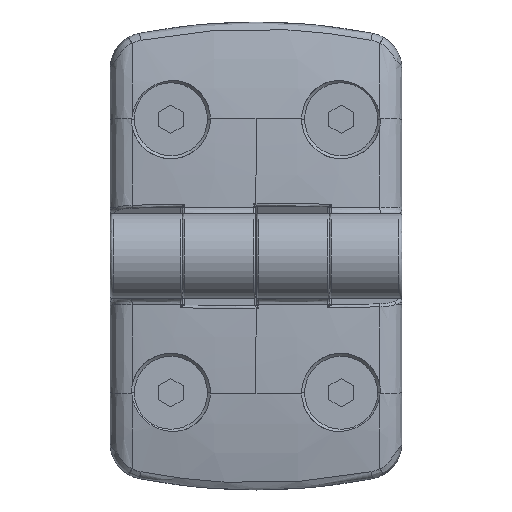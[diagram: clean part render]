
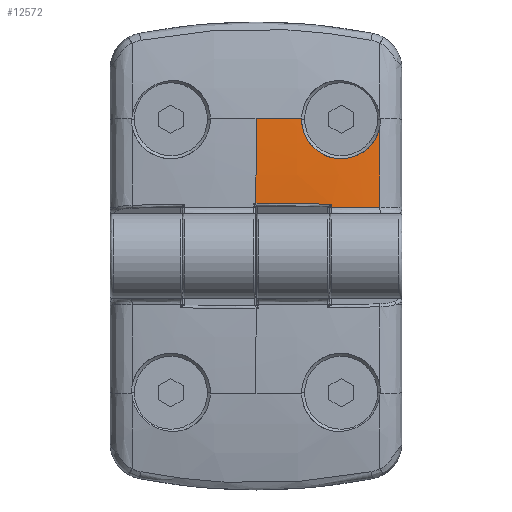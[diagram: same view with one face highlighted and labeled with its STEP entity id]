
A CAD part, left-side view. The second image highlights one B-rep face of the part: STEP entity #12572.
In plain terms, the highlighted toroidal (fillet/blend) face has major radius 42.1 mm and minor radius 250 mm.
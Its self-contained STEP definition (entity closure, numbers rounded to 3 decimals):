
#473 = ORIENTED_EDGE ( 'NONE', *, *, #9790, .T. ) ;
#505 = CARTESIAN_POINT ( 'NONE',  ( 10.831, 7.436, -16.821 ) ) ;
#559 = CARTESIAN_POINT ( 'NONE',  ( 8.497, 7.451, -19.034 ) ) ;
#604 = CARTESIAN_POINT ( 'NONE',  ( 13.727, 7.295, -16.003 ) ) ;
#656 = CARTESIAN_POINT ( 'NONE',  ( 20.208, 6.564, -20.533 ) ) ;
#836 = DIRECTION ( 'NONE',  ( 0., -1., 0. ) ) ;
#843 = VERTEX_POINT ( 'NONE', #10889 ) ;
#945 = ORIENTED_EDGE ( 'NONE', *, *, #8167, .F. ) ;
#1597 = CARTESIAN_POINT ( 'NONE',  ( 19.729, 6.666, -19.423 ) ) ;
#1625 = B_SPLINE_CURVE_WITH_KNOTS ( 'NONE', 3,
 ( #4155, #1853, #9836, #10945 ),
 .UNSPECIFIED., .F., .F.,
 ( 4, 4 ),
 ( 0., 0.969 ),
 .UNSPECIFIED. ) ;
#1642 = CARTESIAN_POINT ( 'NONE',  ( 13.526, 7.307, -16.014 ) ) ;
#1738 = CARTESIAN_POINT ( 'NONE',  ( 16.118, 7.111, -16.342 ) ) ;
#1794 = CARTESIAN_POINT ( 'NONE',  ( 8.61, 7.454, -18.862 ) ) ;
#1853 = CARTESIAN_POINT ( 'NONE',  ( 8.293, 7.772, -8.608 ) ) ;
#1873 = DIRECTION ( 'NONE',  ( 0., -1., 0. ) ) ;
#2070 = B_SPLINE_CURVE_WITH_KNOTS ( 'NONE', 3,
 ( #6078, #5121, #656, #5005, #7276, #1597, #9520, #9457, #7326, #2773, #12959, #6188, #10582, #2727, #1738, #14091, #4919, #9569, #12879, #604, #1642, #8516, #13982, #7233, #7179, #505, #2824, #11666, #8358, #3888, #10625, #12921, #8472, #1794, #559, #10676, #9670, #6138, #10527, #3841, #12825, #6027 ),
 .UNSPECIFIED., .F., .F.,
 ( 4, 2, 2, 2, 2, 2, 2, 2, 2, 2, 2, 2, 2, 2, 2, 2, 2, 2, 2, 2, 4 ),
 ( 0., 0.001, 0.002, 0.002, 0.004, 0.005, 0.006, 0.007, 0.008, 0.009, 0.01, 0.011, 0.012, 0.013, 0.013, 0.015, 0.015, 0.016, 0.017, 0.018, 0.019 ),
 .UNSPECIFIED. ) ;
#2244 = CARTESIAN_POINT ( 'NONE',  ( 12.418, 7.528, -7.997 ) ) ;
#2503 = AXIS2_PLACEMENT_3D ( 'NONE', #12183, #8774, #3120 ) ;
#2727 = CARTESIAN_POINT ( 'NONE',  ( 16.503, 7.075, -16.488 ) ) ;
#2773 = CARTESIAN_POINT ( 'NONE',  ( 18.521, 6.852, -17.813 ) ) ;
#2824 = CARTESIAN_POINT ( 'NONE',  ( 10.656, 7.441, -16.922 ) ) ;
#2847 = AXIS2_PLACEMENT_3D ( 'NONE', #6422, #14332, #836 ) ;
#3119 = B_SPLINE_CURVE_WITH_KNOTS ( 'NONE', 3,
 ( #2244, #3280, #11090, #12278 ),
 .UNSPECIFIED., .F., .F.,
 ( 4, 4 ),
 ( 0., 1. ),
 .UNSPECIFIED. ) ;
#3120 = DIRECTION ( 'NONE',  ( 1., 0., 0. ) ) ;
#3145 = AXIS2_PLACEMENT_3D ( 'NONE', #5198, #10724, #1873 ) ;
#3188 = VERTEX_POINT ( 'NONE', #6969 ) ;
#3280 = CARTESIAN_POINT ( 'NONE',  ( 12.418, 7.527, -8.177 ) ) ;
#3330 = CIRCLE ( 'NONE', #12202, 250. ) ;
#3841 = CARTESIAN_POINT ( 'NONE',  ( 7.516, 7.338, -21.887 ) ) ;
#3888 = CARTESIAN_POINT ( 'NONE',  ( 9.666, 7.461, -17.638 ) ) ;
#4066 = CARTESIAN_POINT ( 'NONE',  ( 20.392, 6.884, -12.443 ) ) ;
#4155 = CARTESIAN_POINT ( 'NONE',  ( 12.418, 7.526, -8.537 ) ) ;
#4294 = CARTESIAN_POINT ( 'NONE',  ( 0., 7.896, -8.644 ) ) ;
#4503 = VERTEX_POINT ( 'NONE', #13741 ) ;
#4653 = ORIENTED_EDGE ( 'NONE', *, *, #13355, .T. ) ;
#4736 = TOROIDAL_SURFACE ( 'NONE', #3145, -42.1, 250. ) ;
#4919 = CARTESIAN_POINT ( 'NONE',  ( 14.945, 7.209, -16.056 ) ) ;
#5005 = CARTESIAN_POINT ( 'NONE',  ( 19.991, 6.614, -19.97 ) ) ;
#5044 = CARTESIAN_POINT ( 'NONE',  ( 20.392, 6.753, -16.885 ) ) ;
#5121 = CARTESIAN_POINT ( 'NONE',  ( 20.318, 6.532, -20.921 ) ) ;
#5198 = CARTESIAN_POINT ( 'NONE',  ( 0., -200., -7.3 ) ) ;
#5419 = ORIENTED_EDGE ( 'NONE', *, *, #13437, .F. ) ;
#6019 = CARTESIAN_POINT ( 'NONE',  ( 0., -242.1, -7.3 ) ) ;
#6027 = CARTESIAN_POINT ( 'NONE',  ( 7.503, 7.289, -22.7 ) ) ;
#6078 = CARTESIAN_POINT ( 'NONE',  ( 20.392, 6.502, -21.323 ) ) ;
#6136 = FACE_OUTER_BOUND ( 'NONE', #7540, .T. ) ;
#6138 = CARTESIAN_POINT ( 'NONE',  ( 7.745, 7.397, -20.687 ) ) ;
#6188 = CARTESIAN_POINT ( 'NONE',  ( 17.57, 6.966, -17.053 ) ) ;
#6223 = EDGE_CURVE ( 'NONE', #3188, #11281, #3119, .T. ) ;
#6422 = CARTESIAN_POINT ( 'NONE',  ( 0., -200., -7.997 ) ) ;
#6969 = CARTESIAN_POINT ( 'NONE',  ( 12.418, 7.528, -7.997 ) ) ;
#7179 = CARTESIAN_POINT ( 'NONE',  ( 11.369, 7.418, -16.543 ) ) ;
#7233 = CARTESIAN_POINT ( 'NONE',  ( 11.746, 7.403, -16.39 ) ) ;
#7276 = CARTESIAN_POINT ( 'NONE',  ( 19.909, 6.631, -19.785 ) ) ;
#7326 = CARTESIAN_POINT ( 'NONE',  ( 19.065, 6.776, -18.406 ) ) ;
#7540 = EDGE_LOOP ( 'NONE', ( #8817, #4653, #9032, #10838, #945, #5419, #473 ) ) ;
#7716 = CIRCLE ( 'NONE', #2503, 207.425 ) ;
#8167 = EDGE_CURVE ( 'NONE', #4503, #3188, #9715, .T. ) ;
#8358 = CARTESIAN_POINT ( 'NONE',  ( 10.148, 7.454, -17.26 ) ) ;
#8472 = CARTESIAN_POINT ( 'NONE',  ( 8.848, 7.459, -18.532 ) ) ;
#8516 = CARTESIAN_POINT ( 'NONE',  ( 12.924, 7.344, -16.077 ) ) ;
#8774 = DIRECTION ( 'NONE',  ( 0., 0., -1. ) ) ;
#8817 = ORIENTED_EDGE ( 'NONE', *, *, #13921, .F. ) ;
#8862 =( BOUNDED_CURVE ( )  B_SPLINE_CURVE ( 3, ( #10654, #5044, #4066, #11948 ),
 .UNSPECIFIED., .F., .F. ) 
 B_SPLINE_CURVE_WITH_KNOTS ( ( 4, 4 ),
 ( 0., 1. ),
 .UNSPECIFIED. ) 
 CURVE ( )  GEOMETRIC_REPRESENTATION_ITEM ( )  RATIONAL_B_SPLINE_CURVE ( ( 1., 1., 1., 1. ) ) 
 REPRESENTATION_ITEM ( '' )  );
#9032 = ORIENTED_EDGE ( 'NONE', *, *, #11539, .F. ) ;
#9146 = VERTEX_POINT ( 'NONE', #14001 ) ;
#9457 = CARTESIAN_POINT ( 'NONE',  ( 19.308, 6.739, -18.727 ) ) ;
#9520 = CARTESIAN_POINT ( 'NONE',  ( 19.629, 6.685, -19.244 ) ) ;
#9569 = CARTESIAN_POINT ( 'NONE',  ( 14.338, 7.253, -16.006 ) ) ;
#9670 = CARTESIAN_POINT ( 'NONE',  ( 8.018, 7.426, -19.925 ) ) ;
#9715 = CIRCLE ( 'NONE', #2847, 207.899 ) ;
#9790 = EDGE_CURVE ( 'NONE', #843, #13797, #2070, .T. ) ;
#9836 = CARTESIAN_POINT ( 'NONE',  ( 4.134, 7.896, -8.644 ) ) ;
#10516 = DIRECTION ( 'NONE',  ( 1., 0., 0. ) ) ;
#10527 = CARTESIAN_POINT ( 'NONE',  ( 7.643, 7.379, -21.086 ) ) ;
#10582 = CARTESIAN_POINT ( 'NONE',  ( 17.227, 7.003, -16.843 ) ) ;
#10625 = CARTESIAN_POINT ( 'NONE',  ( 9.373, 7.463, -17.917 ) ) ;
#10654 = CARTESIAN_POINT ( 'NONE',  ( 20.392, 6.502, -21.323 ) ) ;
#10676 = CARTESIAN_POINT ( 'NONE',  ( 8.189, 7.438, -19.559 ) ) ;
#10724 = DIRECTION ( 'NONE',  ( 0., 0., 1. ) ) ;
#10838 = ORIENTED_EDGE ( 'NONE', *, *, #6223, .F. ) ;
#10889 = CARTESIAN_POINT ( 'NONE',  ( 20.392, 6.502, -21.323 ) ) ;
#10945 = CARTESIAN_POINT ( 'NONE',  ( 0., 7.896, -8.644 ) ) ;
#11090 = CARTESIAN_POINT ( 'NONE',  ( 12.418, 7.527, -8.357 ) ) ;
#11281 = VERTEX_POINT ( 'NONE', #11540 ) ;
#11539 = EDGE_CURVE ( 'NONE', #11281, #13961, #1625, .T. ) ;
#11540 = CARTESIAN_POINT ( 'NONE',  ( 12.418, 7.526, -8.537 ) ) ;
#11581 = CARTESIAN_POINT ( 'NONE',  ( 7.503, 7.289, -22.7 ) ) ;
#11654 = DIRECTION ( 'NONE',  ( 0., 1., 0. ) ) ;
#11666 = CARTESIAN_POINT ( 'NONE',  ( 10.315, 7.45, -17.142 ) ) ;
#11948 = CARTESIAN_POINT ( 'NONE',  ( 20.392, 6.896, -7.997 ) ) ;
#12183 = CARTESIAN_POINT ( 'NONE',  ( 0., -200., -22.7 ) ) ;
#12202 = AXIS2_PLACEMENT_3D ( 'NONE', #6019, #10516, #11654 ) ;
#12278 = CARTESIAN_POINT ( 'NONE',  ( 12.418, 7.526, -8.537 ) ) ;
#12572 = ADVANCED_FACE ( 'NONE', ( #6136 ), #4736, .T. ) ;
#12825 = CARTESIAN_POINT ( 'NONE',  ( 7.49, 7.315, -22.291 ) ) ;
#12879 = CARTESIAN_POINT ( 'NONE',  ( 14.133, 7.267, -15.998 ) ) ;
#12921 = CARTESIAN_POINT ( 'NONE',  ( 8.974, 7.461, -18.373 ) ) ;
#12959 = CARTESIAN_POINT ( 'NONE',  ( 18.217, 6.89, -17.537 ) ) ;
#13355 = EDGE_CURVE ( 'NONE', #9146, #13961, #3330, .T. ) ;
#13437 = EDGE_CURVE ( 'NONE', #843, #4503, #8862, .T. ) ;
#13741 = CARTESIAN_POINT ( 'NONE',  ( 20.392, 6.896, -7.997 ) ) ;
#13797 = VERTEX_POINT ( 'NONE', #11581 ) ;
#13921 = EDGE_CURVE ( 'NONE', #9146, #13797, #7716, .T. ) ;
#13961 = VERTEX_POINT ( 'NONE', #4294 ) ;
#13982 = CARTESIAN_POINT ( 'NONE',  ( 12.528, 7.365, -16.156 ) ) ;
#14001 = CARTESIAN_POINT ( 'NONE',  ( 0., 7.425, -22.7 ) ) ;
#14091 = CARTESIAN_POINT ( 'NONE',  ( 15.341, 7.177, -16.127 ) ) ;
#14332 = DIRECTION ( 'NONE',  ( 0., 0., 1. ) ) ;
